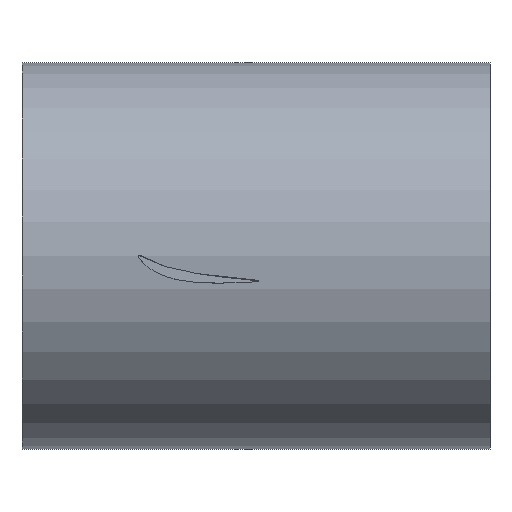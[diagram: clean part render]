
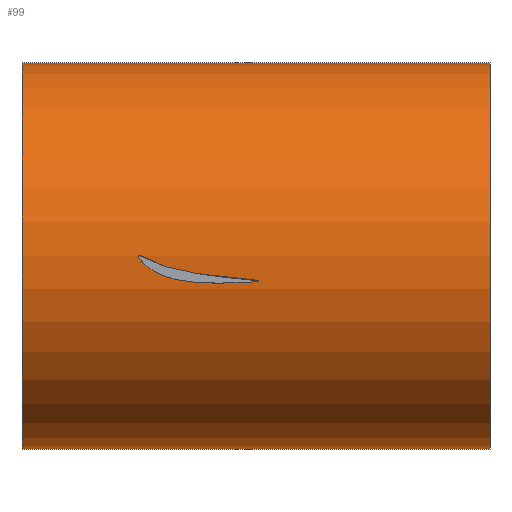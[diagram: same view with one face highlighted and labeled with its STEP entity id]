
A CAD part, top view. The second image highlights one B-rep face of the part: STEP entity #99.
In plain terms, the highlighted cylindrical face has radius 297.5 mm (diameter 595 mm), a full revolution.
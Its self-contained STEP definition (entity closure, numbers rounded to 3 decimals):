
#35=CYLINDRICAL_SURFACE('',#216,297.5);
#40=FACE_BOUND('',#115,.T.);
#41=FACE_BOUND('',#116,.T.);
#46=CIRCLE('',#213,297.5);
#47=CIRCLE('',#215,297.5);
#99=ADVANCED_FACE('',(#40,#41),#35,.T.);
#115=EDGE_LOOP('',(#135));
#116=EDGE_LOOP('',(#136));
#135=ORIENTED_EDGE('',*,*,#156,.T.);
#136=ORIENTED_EDGE('',*,*,#155,.F.);
#145=VERTEX_POINT('',#969);
#146=VERTEX_POINT('',#972);
#155=EDGE_CURVE('',#145,#145,#46,.T.);
#156=EDGE_CURVE('',#146,#146,#47,.T.);
#213=AXIS2_PLACEMENT_3D('',#968,#238,#239);
#215=AXIS2_PLACEMENT_3D('',#971,#242,#243);
#216=AXIS2_PLACEMENT_3D('',#973,#244,#245);
#238=DIRECTION('',(-1.,0.,0.));
#239=DIRECTION('',(0.,0.,1.));
#242=DIRECTION('',(-1.,0.,0.));
#243=DIRECTION('',(0.,0.,1.));
#244=DIRECTION('',(-1.,0.,0.));
#245=DIRECTION('',(0.,0.,1.));
#968=CARTESIAN_POINT('',(-180.,0.,0.));
#969=CARTESIAN_POINT('',(-180.,0.,297.5));
#971=CARTESIAN_POINT('',(540.,0.,0.));
#972=CARTESIAN_POINT('',(540.,0.,297.5));
#973=CARTESIAN_POINT('',(0.,0.,0.));
